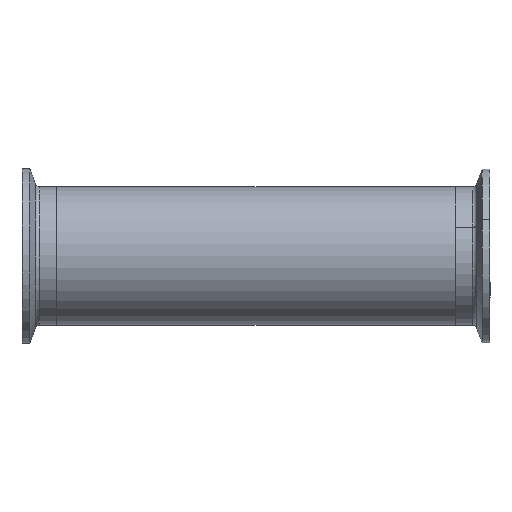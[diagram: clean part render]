
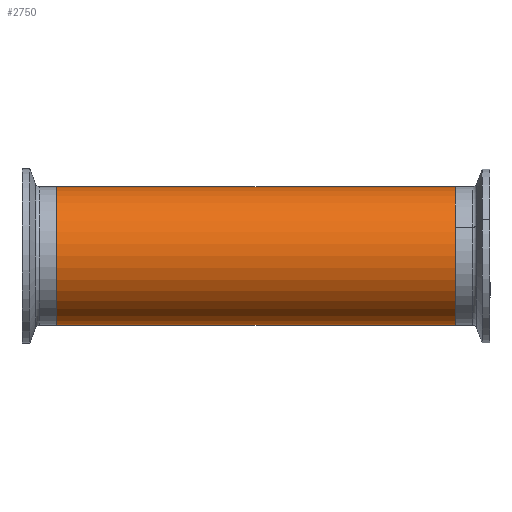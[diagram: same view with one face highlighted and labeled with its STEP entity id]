
A CAD part, front view. The second image highlights one B-rep face of the part: STEP entity #2750.
In plain terms, the highlighted cylindrical face has radius 25.4 mm (diameter 50.8 mm), a partial arc.
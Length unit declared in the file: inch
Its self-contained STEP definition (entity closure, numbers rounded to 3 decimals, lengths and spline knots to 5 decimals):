
#51 = DIRECTION ( 'NONE',  ( 1., 0., 0. ) ) ;
#67 = VECTOR ( 'NONE', #430, 39.37008 ) ;
#187 = CARTESIAN_POINT ( 'NONE',  ( 2.87402, 0., 1. ) ) ;
#201 = VERTEX_POINT ( 'NONE', #1715 ) ;
#221 = AXIS2_PLACEMENT_3D ( 'NONE', #886, #1119, #1127 ) ;
#275 = VECTOR ( 'NONE', #2192, 39.37008 ) ;
#320 = EDGE_CURVE ( 'NONE', #1562, #542, #2695, .T. ) ;
#405 = AXIS2_PLACEMENT_3D ( 'NONE', #737, #1218, #2335 ) ;
#430 = DIRECTION ( 'NONE',  ( -1., 0., 0. ) ) ;
#433 = AXIS2_PLACEMENT_3D ( 'NONE', #2323, #51, #1663 ) ;
#460 = VERTEX_POINT ( 'NONE', #1236 ) ;
#542 = VERTEX_POINT ( 'NONE', #2863 ) ;
#568 = ORIENTED_EDGE ( 'NONE', *, *, #320, .T. ) ;
#569 = LINE ( 'NONE', #1503, #275 ) ;
#679 = CARTESIAN_POINT ( 'NONE',  ( -2.87402, 0., 1. ) ) ;
#737 = CARTESIAN_POINT ( 'NONE',  ( -2.87402, 0., 0. ) ) ;
#868 = ORIENTED_EDGE ( 'NONE', *, *, #2351, .T. ) ;
#886 = CARTESIAN_POINT ( 'NONE',  ( 2.87402, 0., 0. ) ) ;
#892 = EDGE_CURVE ( 'NONE', #460, #201, #1386, .T. ) ;
#1018 = ORIENTED_EDGE ( 'NONE', *, *, #1248, .F. ) ;
#1119 = DIRECTION ( 'NONE',  ( -1., 0., 0. ) ) ;
#1127 = DIRECTION ( 'NONE',  ( 0., 0., 1. ) ) ;
#1218 = DIRECTION ( 'NONE',  ( 1., 0., 0. ) ) ;
#1236 = CARTESIAN_POINT ( 'NONE',  ( 2.87402, 0., 1. ) ) ;
#1245 = EDGE_LOOP ( 'NONE', ( #1018, #2084, #868, #568 ) ) ;
#1248 = EDGE_CURVE ( 'NONE', #201, #542, #569, .T. ) ;
#1386 = CIRCLE ( 'NONE', #433, 1. ) ;
#1478 = LINE ( 'NONE', #187, #67 ) ;
#1503 = CARTESIAN_POINT ( 'NONE',  ( 2.87402, 0., -1. ) ) ;
#1562 = VERTEX_POINT ( 'NONE', #679 ) ;
#1656 = FACE_OUTER_BOUND ( 'NONE', #1245, .T. ) ;
#1663 = DIRECTION ( 'NONE',  ( 0., 0., -1. ) ) ;
#1715 = CARTESIAN_POINT ( 'NONE',  ( 2.87402, 0., -1. ) ) ;
#2084 = ORIENTED_EDGE ( 'NONE', *, *, #892, .F. ) ;
#2192 = DIRECTION ( 'NONE',  ( -1., 0., 0. ) ) ;
#2323 = CARTESIAN_POINT ( 'NONE',  ( 2.87402, 0., 0. ) ) ;
#2335 = DIRECTION ( 'NONE',  ( 0., 0., -1. ) ) ;
#2351 = EDGE_CURVE ( 'NONE', #460, #1562, #1478, .T. ) ;
#2604 = CYLINDRICAL_SURFACE ( 'NONE', #221, 1. ) ;
#2695 = CIRCLE ( 'NONE', #405, 1. ) ;
#2750 = ADVANCED_FACE ( 'NONE', ( #1656 ), #2604, .T. ) ;
#2863 = CARTESIAN_POINT ( 'NONE',  ( -2.87402, 0., -1. ) ) ;
